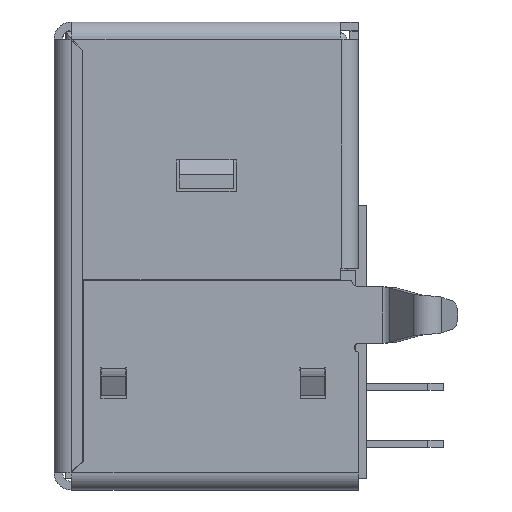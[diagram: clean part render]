
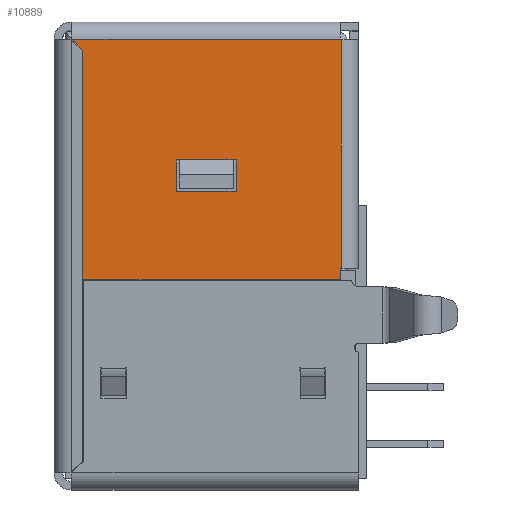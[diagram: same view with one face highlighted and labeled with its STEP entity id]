
A CAD part, left-side view. The second image highlights one B-rep face of the part: STEP entity #10889.
In plain terms, the highlighted planar face has unit normal (-1, 0, 0).
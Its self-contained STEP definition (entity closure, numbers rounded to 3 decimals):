
#2087=VERTEX_POINT('NONE',#2088);
#2088=CARTESIAN_POINT('',(-6.05,9.67,-0.266));
#2094=EDGE_CURVE('NONE',#2087,#2095,#2097,.F.);
#2095=VERTEX_POINT('NONE',#2096);
#2096=CARTESIAN_POINT('',(-6.05,9.67,-0.25));
#2097=LINE('',#2098,#2099);
#2098=CARTESIAN_POINT('',(-6.05,9.67,-16.1));
#2099=VECTOR('',#2100,1.0);
#2100=DIRECTION('',(0.,0.,-1.0));
#3654=VERTEX_POINT('NONE',#3655);
#3655=CARTESIAN_POINT('',(-6.05,0.23,-0.25));
#3662=EDGE_CURVE('NONE',#3654,#3663,#3665,.F.);
#3663=VERTEX_POINT('NONE',#3664);
#3664=CARTESIAN_POINT('',(-6.05,0.23,-0.28));
#3665=LINE('',#3666,#3667);
#3666=CARTESIAN_POINT('',(-6.05,0.23,-16.1));
#3667=VECTOR('',#3668,1.0);
#3668=DIRECTION('',(0.,0.,1.0));
#3711=VERTEX_POINT('NONE',#3712);
#3712=CARTESIAN_POINT('',(-6.05,9.286,-0.65));
#3718=EDGE_CURVE('NONE',#3711,#2087,#3719,.F.);
#3719=LINE('',#3720,#3721);
#3720=CARTESIAN_POINT('',(-6.05,9.67,-0.266));
#3721=VECTOR('',#3722,1.0);
#3722=DIRECTION('',(0.,-0.707,-0.707));
#5211=EDGE_CURVE('NONE',#3663,#5212,#5214,.F.);
#5212=VERTEX_POINT('NONE',#5213);
#5213=CARTESIAN_POINT('',(-6.05,0.2,-0.28));
#5214=LINE('',#5215,#5216);
#5215=CARTESIAN_POINT('',(-6.05,-0.4,-0.28));
#5216=VECTOR('',#5217,1.0);
#5217=DIRECTION('',(0.,1.0,0.0));
#7209=EDGE_CURVE('NONE',#2095,#3654,#7210,.T.);
#7210=LINE('',#7211,#7212);
#7211=CARTESIAN_POINT('',(-6.05,-54.038,-0.25));
#7212=VECTOR('',#7213,1.0);
#7213=DIRECTION('',(0.0,-1.0,0.));
#7813=VERTEX_POINT('NONE',#7814);
#7814=CARTESIAN_POINT('',(-6.05,6.0,-5.6));
#7820=EDGE_CURVE('NONE',#7813,#7821,#7823,.T.);
#7821=VERTEX_POINT('NONE',#7822);
#7822=CARTESIAN_POINT('',(-6.05,3.9,-5.6));
#7823=LINE('',#7824,#7825);
#7824=CARTESIAN_POINT('',(-6.05,6.0,-5.6));
#7825=VECTOR('',#7826,1.0);
#7826=DIRECTION('',(0.0,-1.0,0.));
#7844=VERTEX_POINT('NONE',#7845);
#7845=CARTESIAN_POINT('',(-6.05,6.0,-4.5));
#7851=EDGE_CURVE('NONE',#7844,#7813,#7852,.T.);
#7852=LINE('',#7853,#7854);
#7853=CARTESIAN_POINT('',(-6.05,6.0,-4.5));
#7854=VECTOR('',#7855,1.0);
#7855=DIRECTION('',(0.0,0.,-1.0));
#7868=VERTEX_POINT('NONE',#7869);
#7869=CARTESIAN_POINT('',(-6.05,3.9,-4.5));
#7875=EDGE_CURVE('NONE',#7868,#7844,#7876,.T.);
#7876=LINE('',#7877,#7878);
#7877=CARTESIAN_POINT('',(-6.05,6.0,-4.5));
#7878=VECTOR('',#7879,1.0);
#7879=DIRECTION('',(0.0,1.0,0.));
#7892=EDGE_CURVE('NONE',#7821,#7868,#7893,.T.);
#7893=LINE('',#7894,#7895);
#7894=CARTESIAN_POINT('',(-6.05,3.9,-4.5));
#7895=VECTOR('',#7896,1.0);
#7896=DIRECTION('',(0.0,0.,1.0));
#7910=VERTEX_POINT('NONE',#7911);
#7911=CARTESIAN_POINT('',(-6.05,9.286,-8.7));
#7917=EDGE_CURVE('NONE',#7910,#3711,#7918,.T.);
#7918=LINE('',#7919,#7920);
#7919=CARTESIAN_POINT('',(-6.05,9.286,-0.65));
#7920=VECTOR('',#7921,1.0);
#7921=DIRECTION('',(0.0,0.,1.0));
#7934=VERTEX_POINT('NONE',#7935);
#7935=CARTESIAN_POINT('',(-6.05,0.23,-8.7));
#7941=EDGE_CURVE('NONE',#7934,#7910,#7942,.T.);
#7942=LINE('',#7943,#7944);
#7943=CARTESIAN_POINT('',(-6.05,-0.4,-8.7));
#7944=VECTOR('',#7945,1.0);
#7945=DIRECTION('',(0.0,1.0,0.));
#7956=VERTEX_POINT('NONE',#7957);
#7957=CARTESIAN_POINT('',(-6.05,0.23,-8.3));
#7963=EDGE_CURVE('NONE',#7956,#7934,#7964,.F.);
#7964=LINE('',#7965,#7966);
#7965=CARTESIAN_POINT('',(-6.05,0.23,-16.1));
#7966=VECTOR('',#7967,1.0);
#7967=DIRECTION('',(0.0,0.,1.0));
#8006=VERTEX_POINT('NONE',#8007);
#8007=CARTESIAN_POINT('',(-6.05,0.2,-8.3));
#8014=EDGE_CURVE('NONE',#8006,#7956,#8015,.F.);
#8015=LINE('',#8016,#8017);
#8016=CARTESIAN_POINT('',(-6.05,-0.4,-8.3));
#8017=VECTOR('',#8018,1.0);
#8018=DIRECTION('',(0.0,-1.0,0.));
#10889=ADVANCED_FACE('NONE',(#10890,#10896),#10913,.T.);
#10890=FACE_BOUND('NONE',#10891,.T.);
#10891=EDGE_LOOP('',(#10892,#10893,#10894,#10895));
#10892=ORIENTED_EDGE('',*,*,#7892,.F.);
#10893=ORIENTED_EDGE('',*,*,#7820,.F.);
#10894=ORIENTED_EDGE('',*,*,#7851,.F.);
#10895=ORIENTED_EDGE('',*,*,#7875,.F.);
#10896=FACE_BOUND('NONE',#10897,.T.);
#10897=EDGE_LOOP('',(#10898,#10899,#10900,#10901,#10902,#10903,#10904,#10905,#10906,#10907));
#10898=ORIENTED_EDGE('',*,*,#5211,.F.);
#10899=ORIENTED_EDGE('',*,*,#3662,.F.);
#10900=ORIENTED_EDGE('',*,*,#7209,.F.);
#10901=ORIENTED_EDGE('',*,*,#2094,.F.);
#10902=ORIENTED_EDGE('',*,*,#3718,.F.);
#10903=ORIENTED_EDGE('',*,*,#7917,.F.);
#10904=ORIENTED_EDGE('',*,*,#7941,.F.);
#10905=ORIENTED_EDGE('',*,*,#7963,.F.);
#10906=ORIENTED_EDGE('',*,*,#8014,.F.);
#10907=ORIENTED_EDGE('',*,*,#10908,.T.);
#10908=EDGE_CURVE('NONE',#8006,#5212,#10909,.T.);
#10909=LINE('',#10910,#10911);
#10910=CARTESIAN_POINT('',(-6.05,0.2,-16.1));
#10911=VECTOR('',#10912,1.0);
#10912=DIRECTION('',(0.,0.,1.0));
#10913=PLANE('',#10914);
#10914=AXIS2_PLACEMENT_3D('',#10915,#10916,#10917);
#10915=CARTESIAN_POINT('',(-6.05,-0.4,-16.1));
#10916=DIRECTION('',(-1.0,0.,0.));
#10917=DIRECTION('',(0.,-1.0,0.0));
